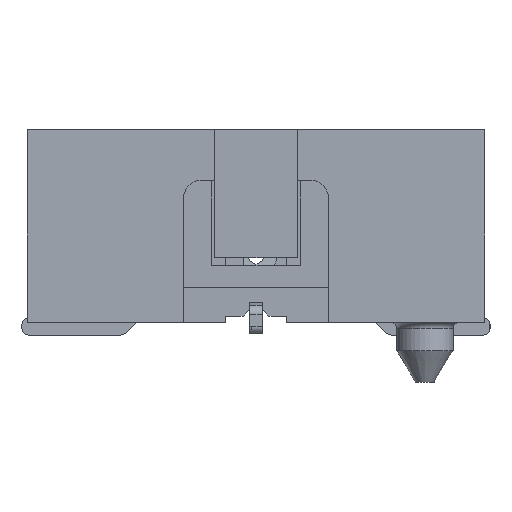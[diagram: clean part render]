
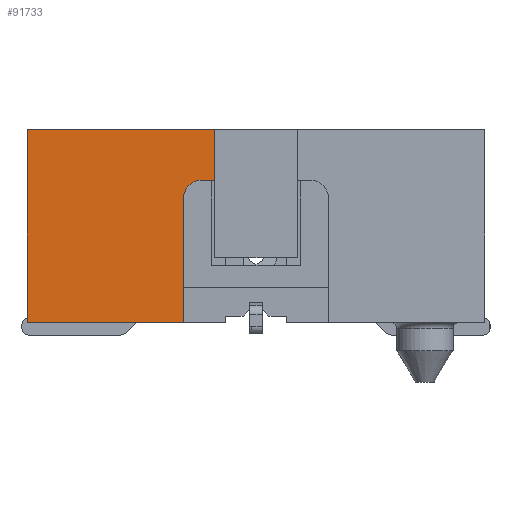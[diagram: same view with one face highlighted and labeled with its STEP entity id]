
A CAD part, left-side view. The second image highlights one B-rep face of the part: STEP entity #91733.
In plain terms, the highlighted planar face has unit normal (-1, 0, 0).
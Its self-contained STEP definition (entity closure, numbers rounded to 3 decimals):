
#76903=CARTESIAN_POINT('',(-10.655,3.62,0.));
#76904=VERTEX_POINT('',#76903);
#76953=CARTESIAN_POINT('',(-10.655,3.62,-3.05));
#76954=VERTEX_POINT('',#76953);
#76961=CARTESIAN_POINT('',(-10.655,3.62,-3.05));
#76962=DIRECTION('',(0.,0.,1.));
#76963=VECTOR('',#76962,3.05);
#76964=LINE('',#76961,#76963);
#76965=EDGE_CURVE('',#76954,#76904,#76964,.T.);
#91375=CARTESIAN_POINT('',(-10.655,1.15,-3.05));
#91376=VERTEX_POINT('',#91375);
#91383=CARTESIAN_POINT('',(-10.655,1.15,-3.05));
#91384=DIRECTION('',(0.,1.,0.));
#91385=VECTOR('',#91384,2.47);
#91386=LINE('',#91383,#91385);
#91387=EDGE_CURVE('',#91376,#76954,#91386,.T.);
#91685=CARTESIAN_POINT('',(-10.655,2.135,-1.525));
#91686=DIRECTION('',(0.,1.,0.));
#91687=DIRECTION('',(-1.,0.,0.));
#91688=AXIS2_PLACEMENT_3D('',#91685,#91687,#91686);
#91689=PLANE('',#91688);
#91690=ORIENTED_EDGE('',*,*,#76965,.F.);
#91691=ORIENTED_EDGE('',*,*,#91387,.F.);
#91692=CARTESIAN_POINT('',(-10.655,1.15,-1.1));
#91693=VERTEX_POINT('',#91692);
#91694=CARTESIAN_POINT('',(-10.655,1.15,-3.05));
#91695=DIRECTION('',(0.,0.,1.));
#91696=VECTOR('',#91695,1.95);
#91697=LINE('',#91694,#91696);
#91698=EDGE_CURVE('',#91376,#91693,#91697,.T.);
#91699=ORIENTED_EDGE('',*,*,#91698,.T.);
#91700=CARTESIAN_POINT('',(-10.655,0.85,-0.8));
#91701=VERTEX_POINT('',#91700);
#91702=CARTESIAN_POINT('',(-10.655,0.85,-1.1));
#91703=DIRECTION('',(0.,1.,0.));
#91704=DIRECTION('',(1.,0.,0.));
#91705=AXIS2_PLACEMENT_3D('',#91702,#91704,#91703);
#91706=CIRCLE('',#91705,0.3);
#91707=EDGE_CURVE('',#91693,#91701,#91706,.T.);
#91708=ORIENTED_EDGE('',*,*,#91707,.T.);
#91709=CARTESIAN_POINT('',(-10.655,0.65,-0.8));
#91710=VERTEX_POINT('',#91709);
#91711=CARTESIAN_POINT('',(-10.655,0.85,-0.8));
#91712=DIRECTION('',(0.,-1.,0.));
#91713=VECTOR('',#91712,0.2);
#91714=LINE('',#91711,#91713);
#91715=EDGE_CURVE('',#91701,#91710,#91714,.T.);
#91716=ORIENTED_EDGE('',*,*,#91715,.T.);
#91717=CARTESIAN_POINT('',(-10.655,0.65,0.));
#91718=VERTEX_POINT('',#91717);
#91719=CARTESIAN_POINT('',(-10.655,0.65,-0.8));
#91720=DIRECTION('',(0.,0.,1.));
#91721=VECTOR('',#91720,0.8);
#91722=LINE('',#91719,#91721);
#91723=EDGE_CURVE('',#91710,#91718,#91722,.T.);
#91724=ORIENTED_EDGE('',*,*,#91723,.T.);
#91725=CARTESIAN_POINT('',(-10.655,0.65,0.));
#91726=DIRECTION('',(0.,1.,0.));
#91727=VECTOR('',#91726,2.97);
#91728=LINE('',#91725,#91727);
#91729=EDGE_CURVE('',#91718,#76904,#91728,.T.);
#91730=ORIENTED_EDGE('',*,*,#91729,.T.);
#91731=EDGE_LOOP('',(#91690,#91691,#91699,#91708,#91716,#91724,#91730));
#91732=FACE_OUTER_BOUND('',#91731,.T.);
#91733=ADVANCED_FACE('',(#91732),#91689,.T.);
